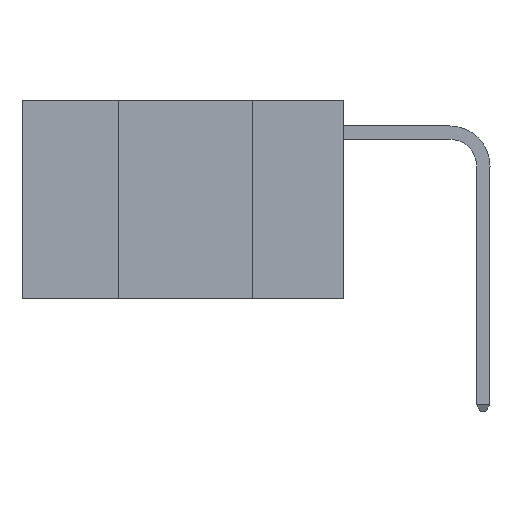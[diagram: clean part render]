
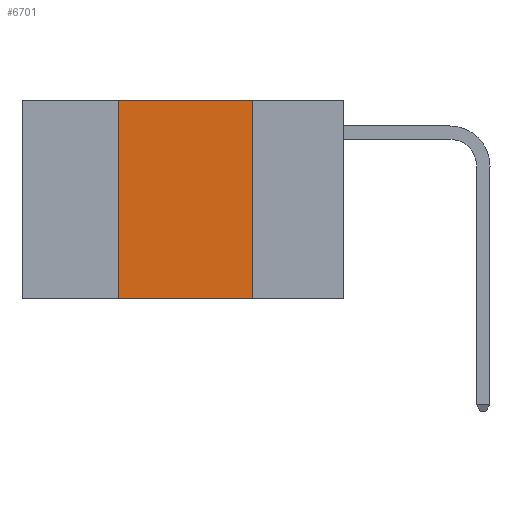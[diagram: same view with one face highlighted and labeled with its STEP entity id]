
A CAD part, left-side view. The second image highlights one B-rep face of the part: STEP entity #6701.
In plain terms, the highlighted planar face has unit normal (-1, 0, 0).
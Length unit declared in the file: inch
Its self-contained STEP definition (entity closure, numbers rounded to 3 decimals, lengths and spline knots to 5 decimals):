
#77 = VECTOR ( 'NONE', #3867, 39.37008 ) ;
#199 = VECTOR ( 'NONE', #14198, 39.37008 ) ;
#774 = VECTOR ( 'NONE', #2207, 39.37008 ) ;
#784 = CARTESIAN_POINT ( 'NONE',  ( 0., 0.17, 0. ) ) ;
#889 = CARTESIAN_POINT ( 'NONE',  ( 0., 0.42, 0. ) ) ;
#1186 = DIRECTION ( 'NONE',  ( 0., -1., 0. ) ) ;
#1254 = EDGE_CURVE ( 'NONE', #8914, #4588, #10350, .T. ) ;
#1597 = CARTESIAN_POINT ( 'NONE',  ( 0., 0.17, -0.37 ) ) ;
#2207 = DIRECTION ( 'NONE',  ( 0., 0., 1. ) ) ;
#2526 = CARTESIAN_POINT ( 'NONE',  ( 0., 0.17, 0. ) ) ;
#2652 = PLANE ( 'NONE',  #10865 ) ;
#3718 = LINE ( 'NONE', #11506, #199 ) ;
#3867 = DIRECTION ( 'NONE',  ( 0., 0., -1. ) ) ;
#4003 = DIRECTION ( 'NONE',  ( 0., 0., -1. ) ) ;
#4222 = ORIENTED_EDGE ( 'NONE', *, *, #16774, .F. ) ;
#4588 = VERTEX_POINT ( 'NONE', #784 ) ;
#4634 = EDGE_CURVE ( 'NONE', #16956, #16693, #3718, .T. ) ;
#5446 = ORIENTED_EDGE ( 'NONE', *, *, #4634, .T. ) ;
#6701 = ADVANCED_FACE ( 'NONE', ( #15977 ), #2652, .F. ) ;
#7789 = CARTESIAN_POINT ( 'NONE',  ( 0., 0.42, 0. ) ) ;
#7906 = CARTESIAN_POINT ( 'NONE',  ( 0., 0.6, 0. ) ) ;
#8181 = CARTESIAN_POINT ( 'NONE',  ( 0., 0.42, -0.37 ) ) ;
#8914 = VERTEX_POINT ( 'NONE', #7789 ) ;
#10350 = LINE ( 'NONE', #17147, #14375 ) ;
#10865 = AXIS2_PLACEMENT_3D ( 'NONE', #7906, #12023, #4003 ) ;
#11506 = CARTESIAN_POINT ( 'NONE',  ( 0., 0.6, -0.37 ) ) ;
#12023 = DIRECTION ( 'NONE',  ( 1., 0., 0. ) ) ;
#14198 = DIRECTION ( 'NONE',  ( 0., -1., 0. ) ) ;
#14284 = LINE ( 'NONE', #2526, #77 ) ;
#14375 = VECTOR ( 'NONE', #1186, 39.37008 ) ;
#14909 = ORIENTED_EDGE ( 'NONE', *, *, #1254, .F. ) ;
#14974 = LINE ( 'NONE', #889, #774 ) ;
#15186 = EDGE_CURVE ( 'NONE', #16956, #8914, #14974, .T. ) ;
#15315 = ORIENTED_EDGE ( 'NONE', *, *, #15186, .F. ) ;
#15977 = FACE_OUTER_BOUND ( 'NONE', #16148, .T. ) ;
#16148 = EDGE_LOOP ( 'NONE', ( #4222, #14909, #15315, #5446 ) ) ;
#16693 = VERTEX_POINT ( 'NONE', #1597 ) ;
#16774 = EDGE_CURVE ( 'NONE', #4588, #16693, #14284, .T. ) ;
#16956 = VERTEX_POINT ( 'NONE', #8181 ) ;
#17147 = CARTESIAN_POINT ( 'NONE',  ( 0., 0.6, 0. ) ) ;
